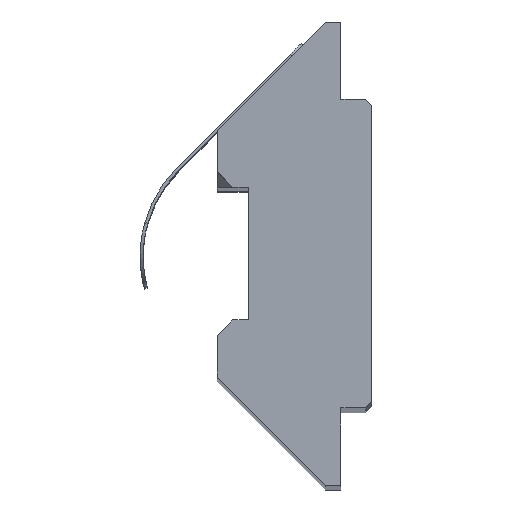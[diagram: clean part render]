
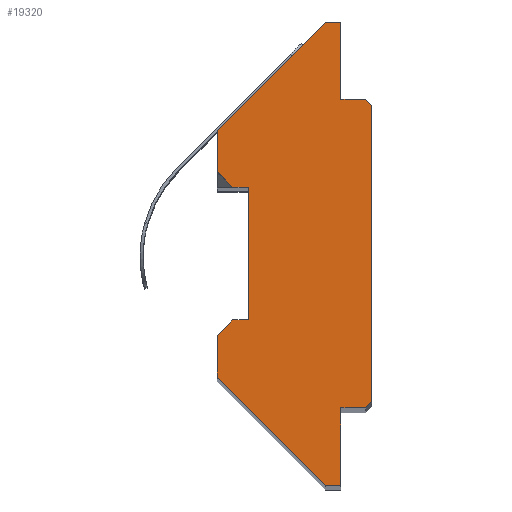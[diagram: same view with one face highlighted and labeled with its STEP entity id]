
A CAD part, top view. The second image highlights one B-rep face of the part: STEP entity #19320.
In plain terms, the highlighted face is planar.
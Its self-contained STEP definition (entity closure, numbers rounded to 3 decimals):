
#16100=CARTESIAN_POINT('',(77.5,-5.,-3.8));
#16110=VERTEX_POINT('',#16100);
#16140=CARTESIAN_POINT('',(77.5,0.,-8.8));
#16150=DIRECTION('',(0.,0.707,-0.707));
#16160=VECTOR('',#16150,1.);
#16170=LINE('',#16140,#16160);
#16180=CARTESIAN_POINT('',(77.5,-4.8,-4.));
#16190=VERTEX_POINT('',#16180);
#16200=EDGE_CURVE('',#16110,#16190,#16170,.T.);
#16360=CARTESIAN_POINT('',(77.5,-7.5,0.));
#16370=DIRECTION('',(0.,0.,-1.));
#16380=VECTOR('',#16370,1.);
#16390=LINE('',#16360,#16380);
#16400=CARTESIAN_POINT('',(77.5,-7.5,-2.5));
#16410=VERTEX_POINT('',#16400);
#16420=CARTESIAN_POINT('',(77.5,-7.5,-3.));
#16430=VERTEX_POINT('',#16420);
#16440=EDGE_CURVE('',#16410,#16430,#16390,.T.);
#16720=CARTESIAN_POINT('',(77.5,7.5,-3.));
#16730=VERTEX_POINT('',#16720);
#16760=CARTESIAN_POINT('',(77.5,7.5,0.));
#16770=DIRECTION('',(0.,0.,-1.));
#16780=VECTOR('',#16770,1.);
#16790=LINE('',#16760,#16780);
#16800=CARTESIAN_POINT('',(77.5,7.5,-2.5));
#16810=VERTEX_POINT('',#16800);
#16820=EDGE_CURVE('',#16810,#16730,#16790,.T.);
#16980=CARTESIAN_POINT('',(77.5,0.,5.));
#16990=DIRECTION('',(0.,0.707,0.707));
#17000=VECTOR('',#16990,1.);
#17010=LINE('',#16980,#17000);
#17020=CARTESIAN_POINT('',(77.5,-4.,1.));
#17030=VERTEX_POINT('',#17020);
#17040=EDGE_CURVE('',#16410,#17030,#17010,.T.);
#17260=CARTESIAN_POINT('',(77.5,4.,1.));
#17270=VERTEX_POINT('',#17260);
#17320=CARTESIAN_POINT('',(77.5,0.,5.));
#17330=DIRECTION('',(0.,0.707,-0.707));
#17340=VECTOR('',#17330,1.);
#17350=LINE('',#17320,#17340);
#17360=EDGE_CURVE('',#17270,#16810,#17350,.T.);
#17500=CARTESIAN_POINT('',(77.5,4.8,-4.));
#17510=VERTEX_POINT('',#17500);
#17540=CARTESIAN_POINT('',(77.5,0.,-8.8));
#17550=DIRECTION('',(0.,-0.707,-0.707));
#17560=VECTOR('',#17550,1.);
#17570=LINE('',#17540,#17560);
#17580=CARTESIAN_POINT('',(77.5,5.,-3.8));
#17590=VERTEX_POINT('',#17580);
#17600=EDGE_CURVE('',#17590,#17510,#17570,.T.);
#17820=CARTESIAN_POINT('',(77.5,-5.,-3.));
#17830=VERTEX_POINT('',#17820);
#17860=CARTESIAN_POINT('',(77.5,-5.,0.));
#17870=DIRECTION('',(0.,0.,1.));
#17880=VECTOR('',#17870,1.);
#17890=LINE('',#17860,#17880);
#17900=EDGE_CURVE('',#16110,#17830,#17890,.T.);
#18380=CARTESIAN_POINT('',(77.5,-6.,0.4));
#18390=DIRECTION('',(1.,0.,0.));
#18400=DIRECTION('',(0.,1.,0.));
#18410=AXIS2_PLACEMENT_3D('',#18380,#18390,#18400);
#18420=PLANE('',#18410);
#18430=CARTESIAN_POINT('',(77.5,0.,1.));
#18440=DIRECTION('',(0.,-1.,0.));
#18450=VECTOR('',#18440,1.);
#18460=LINE('',#18430,#18450);
#18470=CARTESIAN_POINT('',(77.5,2.65,1.));
#18480=VERTEX_POINT('',#18470);
#18490=EDGE_CURVE('',#17270,#18480,#18460,.T.);
#18500=ORIENTED_EDGE('',*,*,#18490,.T.);
#18510=ORIENTED_EDGE('',*,*,#17360,.F.);
#18520=ORIENTED_EDGE('',*,*,#16820,.F.);
#18530=CARTESIAN_POINT('',(77.5,0.,-3.));
#18540=DIRECTION('',(0.,-1.,0.));
#18550=VECTOR('',#18540,1.);
#18560=LINE('',#18530,#18550);
#18570=CARTESIAN_POINT('',(77.5,5.,-3.));
#18580=VERTEX_POINT('',#18570);
#18590=EDGE_CURVE('',#16730,#18580,#18560,.T.);
#18600=ORIENTED_EDGE('',*,*,#18590,.F.);
#18610=CARTESIAN_POINT('',(77.5,5.,0.));
#18620=DIRECTION('',(0.,0.,-1.));
#18630=VECTOR('',#18620,1.);
#18640=LINE('',#18610,#18630);
#18650=EDGE_CURVE('',#18580,#17590,#18640,.T.);
#18660=ORIENTED_EDGE('',*,*,#18650,.F.);
#18670=ORIENTED_EDGE('',*,*,#17600,.F.);
#18680=CARTESIAN_POINT('',(77.5,0.,-4.));
#18690=DIRECTION('',(0.,1.,0.));
#18700=VECTOR('',#18690,1.);
#18710=LINE('',#18680,#18700);
#18720=EDGE_CURVE('',#16190,#17510,#18710,.T.);
#18730=ORIENTED_EDGE('',*,*,#18720,.T.);
#18740=ORIENTED_EDGE('',*,*,#16200,.T.);
#18750=ORIENTED_EDGE('',*,*,#17900,.F.);
#18760=CARTESIAN_POINT('',(77.5,0.,-3.));
#18770=DIRECTION('',(0.,-1.,0.));
#18780=VECTOR('',#18770,1.);
#18790=LINE('',#18760,#18780);
#18800=EDGE_CURVE('',#17830,#16430,#18790,.T.);
#18810=ORIENTED_EDGE('',*,*,#18800,.F.);
#18820=ORIENTED_EDGE('',*,*,#16440,.T.);
#18830=ORIENTED_EDGE('',*,*,#17040,.F.);
#18840=CARTESIAN_POINT('',(77.5,0.,1.));
#18850=DIRECTION('',(0.,1.,0.));
#18860=VECTOR('',#18850,1.);
#18870=LINE('',#18840,#18860);
#18880=CARTESIAN_POINT('',(77.5,-2.65,1.));
#18890=VERTEX_POINT('',#18880);
#18900=EDGE_CURVE('',#17030,#18890,#18870,.T.);
#18910=ORIENTED_EDGE('',*,*,#18900,.F.);
#18920=CARTESIAN_POINT('',(77.5,0.,-1.65));
#18930=DIRECTION('',(0.,0.707,-0.707));
#18940=VECTOR('',#18930,1.);
#18950=LINE('',#18920,#18940);
#18960=CARTESIAN_POINT('',(77.5,-2.15,0.5));
#18970=VERTEX_POINT('',#18960);
#18980=EDGE_CURVE('',#18890,#18970,#18950,.T.);
#18990=ORIENTED_EDGE('',*,*,#18980,.F.);
#19000=CARTESIAN_POINT('',(77.5,-2.15,0.));
#19010=DIRECTION('',(0.,0.,-1.));
#19020=VECTOR('',#19010,1.);
#19030=LINE('',#19000,#19020);
#19040=CARTESIAN_POINT('',(77.5,-2.15,0.));
#19050=VERTEX_POINT('',#19040);
#19060=EDGE_CURVE('',#18970,#19050,#19030,.T.);
#19070=ORIENTED_EDGE('',*,*,#19060,.F.);
#19080=CARTESIAN_POINT('',(77.5,0.,0.));
#19090=DIRECTION('',(0.,1.,0.));
#19100=VECTOR('',#19090,1.);
#19110=LINE('',#19080,#19100);
#19120=CARTESIAN_POINT('',(77.5,2.15,0.));
#19130=VERTEX_POINT('',#19120);
#19140=EDGE_CURVE('',#19050,#19130,#19110,.T.);
#19150=ORIENTED_EDGE('',*,*,#19140,.F.);
#19160=CARTESIAN_POINT('',(77.5,2.15,0.));
#19170=DIRECTION('',(0.,0.,1.));
#19180=VECTOR('',#19170,1.);
#19190=LINE('',#19160,#19180);
#19200=CARTESIAN_POINT('',(77.5,2.15,0.5));
#19210=VERTEX_POINT('',#19200);
#19220=EDGE_CURVE('',#19130,#19210,#19190,.T.);
#19230=ORIENTED_EDGE('',*,*,#19220,.F.);
#19240=CARTESIAN_POINT('',(77.5,0.,-1.65));
#19250=DIRECTION('',(0.,0.707,0.707));
#19260=VECTOR('',#19250,1.);
#19270=LINE('',#19240,#19260);
#19280=EDGE_CURVE('',#19210,#18480,#19270,.T.);
#19290=ORIENTED_EDGE('',*,*,#19280,.F.);
#19300=EDGE_LOOP('',(#19290,#19230,#19150,#19070,#18990,#18910,#18830,
#18820,#18810,#18750,#18740,#18730,#18670,#18660,#18600,#18520,#18510,
#18500));
#19310=FACE_OUTER_BOUND('',#19300,.T.);
#19320=ADVANCED_FACE('',(#19310),#18420,.T.);
